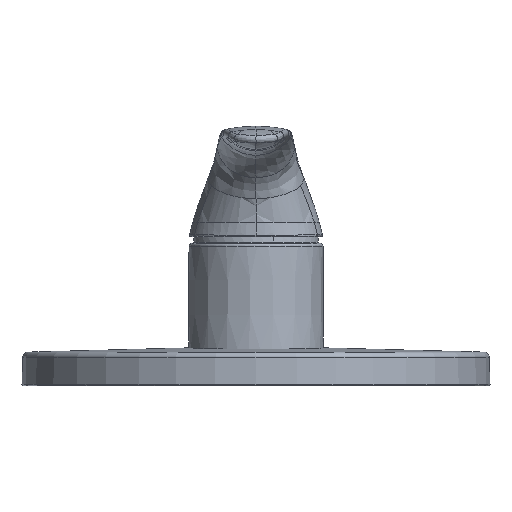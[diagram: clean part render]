
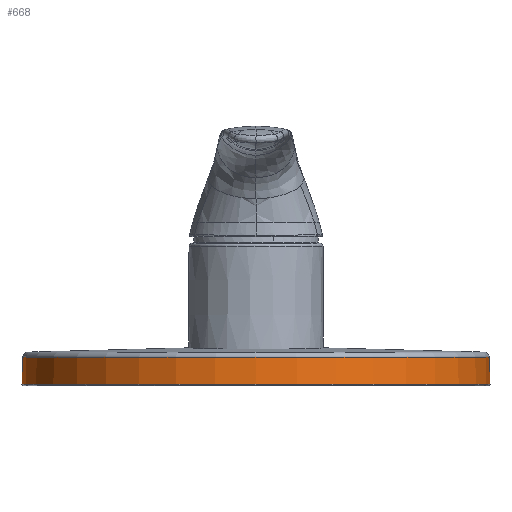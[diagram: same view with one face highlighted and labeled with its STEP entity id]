
A CAD part, front view. The second image highlights one B-rep face of the part: STEP entity #668.
In plain terms, the highlighted conical face has half-angle 1.5 degrees and reference radius 84.697 mm.
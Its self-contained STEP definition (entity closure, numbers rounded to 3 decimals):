
#111 = DIRECTION ( 'NONE',  ( 1., 0., 0. ) ) ;
#668 = ADVANCED_FACE ( 'NONE', ( #6143, #2968 ), #6995, .T. ) ;
#1621 = VERTEX_POINT ( 'NONE', #8025 ) ;
#1732 = EDGE_LOOP ( 'NONE', ( #8172 ) ) ;
#1995 = VERTEX_POINT ( 'NONE', #7244 ) ;
#2512 = CIRCLE ( 'NONE', #7154, 85. ) ;
#2825 = CARTESIAN_POINT ( 'NONE',  ( 0., 0., 12.103 ) ) ;
#2968 = FACE_BOUND ( 'NONE', #9476, .T. ) ;
#3677 = ORIENTED_EDGE ( 'NONE', *, *, #9929, .T. ) ;
#4094 = DIRECTION ( 'NONE',  ( 0., 0., -1. ) ) ;
#5134 = DIRECTION ( 'NONE',  ( 0., 0., -1. ) ) ;
#6143 = FACE_OUTER_BOUND ( 'NONE', #1732, .T. ) ;
#6995 = CONICAL_SURFACE ( 'NONE', #8648, 84.696, 0.026 ) ;
#7154 = AXIS2_PLACEMENT_3D ( 'NONE', #9643, #5134, #111 ) ;
#7244 = CARTESIAN_POINT ( 'NONE',  ( 85., 0., 0.513 ) ) ;
#7861 = EDGE_CURVE ( 'NONE', #1995, #1995, #2512, .T. ) ;
#8025 = CARTESIAN_POINT ( 'NONE',  ( -84.745, 0., 10.24 ) ) ;
#8172 = ORIENTED_EDGE ( 'NONE', *, *, #7861, .F. ) ;
#8366 = CIRCLE ( 'NONE', #8938, 84.745 ) ;
#8377 = DIRECTION ( 'NONE',  ( 0., 0., -1. ) ) ;
#8648 = AXIS2_PLACEMENT_3D ( 'NONE', #2825, #8377, #8979 ) ;
#8764 = CARTESIAN_POINT ( 'NONE',  ( 0., 0., 10.24 ) ) ;
#8938 = AXIS2_PLACEMENT_3D ( 'NONE', #8764, #4094, #9478 ) ;
#8979 = DIRECTION ( 'NONE',  ( 0.479, 0.878, 0. ) ) ;
#9476 = EDGE_LOOP ( 'NONE', ( #3677 ) ) ;
#9478 = DIRECTION ( 'NONE',  ( -1., 0., 0. ) ) ;
#9643 = CARTESIAN_POINT ( 'NONE',  ( 0., 0., 0.513 ) ) ;
#9929 = EDGE_CURVE ( 'NONE', #1621, #1621, #8366, .T. ) ;
